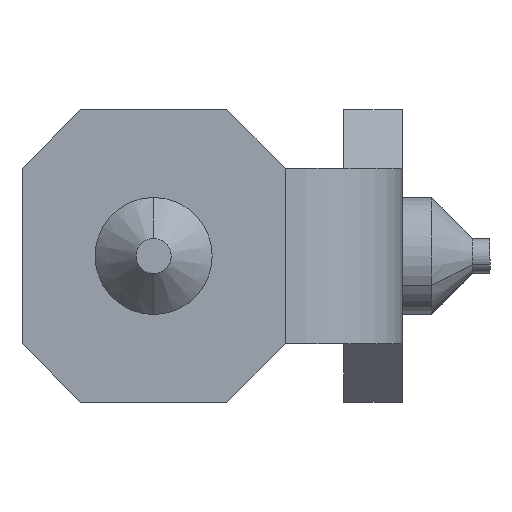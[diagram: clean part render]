
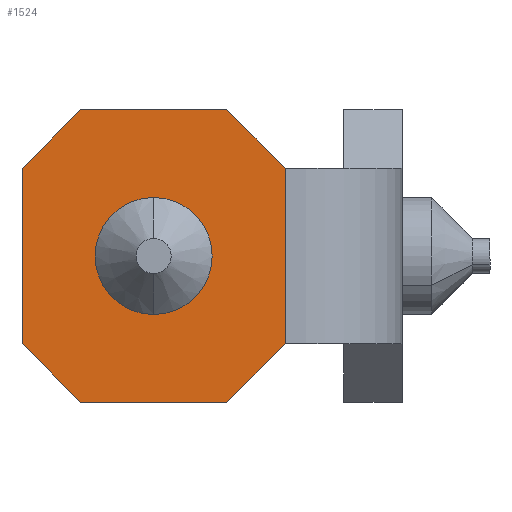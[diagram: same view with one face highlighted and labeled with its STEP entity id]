
A CAD part, left-side view. The second image highlights one B-rep face of the part: STEP entity #1524.
In plain terms, the highlighted planar face has unit normal (-1, 0, 0).
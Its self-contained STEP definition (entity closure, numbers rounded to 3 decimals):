
#149 = CARTESIAN_POINT ( 'NONE',  ( -13., 11., -3. ) ) ;
#181 = CARTESIAN_POINT ( 'NONE',  ( -13., 2., 5. ) ) ;
#185 = PLANE ( 'NONE',  #1171 ) ;
#188 = DIRECTION ( 'NONE',  ( -1., 0., 0. ) ) ;
#189 = DIRECTION ( 'NONE',  ( 0., 0., 1. ) ) ;
#244 = CARTESIAN_POINT ( 'NONE',  ( -13., 9., 5. ) ) ;
#257 = CIRCLE ( 'NONE', #761, 1.65 ) ;
#259 = LINE ( 'NONE', #1063, #262 ) ;
#262 = VECTOR ( 'NONE', #1055, 1000. ) ;
#336 = VERTEX_POINT ( 'NONE', #1085 ) ;
#355 = VERTEX_POINT ( 'NONE', #1094 ) ;
#368 = EDGE_LOOP ( 'NONE', ( #403, #397 ) ) ;
#396 = ORIENTED_EDGE ( 'NONE', *, *, #718, .T. ) ;
#397 = ORIENTED_EDGE ( 'NONE', *, *, #776, .T. ) ;
#402 = ORIENTED_EDGE ( 'NONE', *, *, #707, .T. ) ;
#403 = ORIENTED_EDGE ( 'NONE', *, *, #721, .T. ) ;
#407 = CARTESIAN_POINT ( 'NONE',  ( -13., 6.5, 0. ) ) ;
#408 = DIRECTION ( 'NONE',  ( 1., 0., 0. ) ) ;
#409 = DIRECTION ( 'NONE',  ( 0., 0., -1. ) ) ;
#418 = CARTESIAN_POINT ( 'NONE',  ( -13., 11., 3. ) ) ;
#424 = CARTESIAN_POINT ( 'NONE',  ( -13., 4., 5. ) ) ;
#425 = DIRECTION ( 'NONE',  ( 0., -0.707, -0.707 ) ) ;
#430 = CARTESIAN_POINT ( 'NONE',  ( -13., 2., 5. ) ) ;
#431 = DIRECTION ( 'NONE',  ( 0., 1., 0. ) ) ;
#433 = CARTESIAN_POINT ( 'NONE',  ( -13., 5.5, 8.5 ) ) ;
#441 = DIRECTION ( 'NONE',  ( 0., 0.707, -0.707 ) ) ;
#528 = CARTESIAN_POINT ( 'NONE',  ( -13., 4., -5. ) ) ;
#529 = CARTESIAN_POINT ( 'NONE',  ( -13., 9., -5. ) ) ;
#547 = CARTESIAN_POINT ( 'NONE',  ( -13., 4., 5. ) ) ;
#554 = CARTESIAN_POINT ( 'NONE',  ( -13., 6.5, -1.65 ) ) ;
#688 = EDGE_CURVE ( 'NONE', #1628, #355, #1437, .T. ) ;
#692 = EDGE_CURVE ( 'NONE', #1545, #1546, #1219, .T. ) ;
#697 = EDGE_CURVE ( 'NONE', #1550, #1052, #1224, .T. ) ;
#706 = EDGE_CURVE ( 'NONE', #355, #1545, #1238, .T. ) ;
#707 = EDGE_CURVE ( 'NONE', #1544, #1546, #1246, .T. ) ;
#718 = EDGE_CURVE ( 'NONE', #1052, #1544, #259, .T. ) ;
#721 = EDGE_CURVE ( 'NONE', #1599, #336, #257, .T. ) ;
#761 = AXIS2_PLACEMENT_3D ( 'NONE', #1074, #1075, #1076 ) ;
#776 = EDGE_CURVE ( 'NONE', #336, #1599, #860, .T. ) ;
#783 = EDGE_CURVE ( 'NONE', #1566, #1628, #873, .T. ) ;
#786 = EDGE_CURVE ( 'NONE', #1566, #1550, #879, .T. ) ;
#860 = CIRCLE ( 'NONE', #1194, 1.65 ) ;
#873 = LINE ( 'NONE', #424, #876 ) ;
#876 = VECTOR ( 'NONE', #425, 1000. ) ;
#879 = LINE ( 'NONE', #430, #882 ) ;
#882 = VECTOR ( 'NONE', #431, 1000. ) ;
#1052 = VERTEX_POINT ( 'NONE', #418 ) ;
#1055 = DIRECTION ( 'NONE',  ( 0., 0., -1. ) ) ;
#1063 = CARTESIAN_POINT ( 'NONE',  ( -13., 11., 5. ) ) ;
#1074 = CARTESIAN_POINT ( 'NONE',  ( -13., 6.5, 0. ) ) ;
#1075 = DIRECTION ( 'NONE',  ( 1., 0., 0. ) ) ;
#1076 = DIRECTION ( 'NONE',  ( 0., 0., -1. ) ) ;
#1085 = CARTESIAN_POINT ( 'NONE',  ( -13., 6.5, 1.65 ) ) ;
#1094 = CARTESIAN_POINT ( 'NONE',  ( -13., 2., -3. ) ) ;
#1110 = CARTESIAN_POINT ( 'NONE',  ( -13., 2., 5. ) ) ;
#1126 = CARTESIAN_POINT ( 'NONE',  ( -13., 4., -5. ) ) ;
#1130 = DIRECTION ( 'NONE',  ( 0., 0.707, -0.707 ) ) ;
#1131 = CARTESIAN_POINT ( 'NONE',  ( -13., 10.5, -3.5 ) ) ;
#1132 = DIRECTION ( 'NONE',  ( 0., -0.707, -0.707 ) ) ;
#1171 = AXIS2_PLACEMENT_3D ( 'NONE', #181, #188, #189 ) ;
#1194 = AXIS2_PLACEMENT_3D ( 'NONE', #407, #408, #409 ) ;
#1205 = ORIENTED_EDGE ( 'NONE', *, *, #692, .F. ) ;
#1206 = ORIENTED_EDGE ( 'NONE', *, *, #783, .F. ) ;
#1207 = ORIENTED_EDGE ( 'NONE', *, *, #786, .T. ) ;
#1208 = ORIENTED_EDGE ( 'NONE', *, *, #706, .F. ) ;
#1209 = ORIENTED_EDGE ( 'NONE', *, *, #688, .F. ) ;
#1210 = ORIENTED_EDGE ( 'NONE', *, *, #697, .T. ) ;
#1219 = LINE ( 'NONE', #1256, #1220 ) ;
#1220 = VECTOR ( 'NONE', #1265, 1000. ) ;
#1224 = LINE ( 'NONE', #433, #1232 ) ;
#1232 = VECTOR ( 'NONE', #441, 1000. ) ;
#1238 = LINE ( 'NONE', #1126, #1247 ) ;
#1246 = LINE ( 'NONE', #1131, #1249 ) ;
#1247 = VECTOR ( 'NONE', #1130, 1000. ) ;
#1249 = VECTOR ( 'NONE', #1132, 1000. ) ;
#1254 = DIRECTION ( 'NONE',  ( 0., 0., -1. ) ) ;
#1256 = CARTESIAN_POINT ( 'NONE',  ( -13., 2., -5. ) ) ;
#1265 = DIRECTION ( 'NONE',  ( 0., 1., 0. ) ) ;
#1314 = CARTESIAN_POINT ( 'NONE',  ( -13., 2., 3. ) ) ;
#1437 = LINE ( 'NONE', #1110, #1442 ) ;
#1442 = VECTOR ( 'NONE', #1254, 1000. ) ;
#1476 = FACE_BOUND ( 'NONE', #368, .T. ) ;
#1483 = FACE_OUTER_BOUND ( 'NONE', #1607, .T. ) ;
#1524 = ADVANCED_FACE ( 'NONE', ( #1476, #1483 ), #185, .T. ) ;
#1544 = VERTEX_POINT ( 'NONE', #149 ) ;
#1545 = VERTEX_POINT ( 'NONE', #528 ) ;
#1546 = VERTEX_POINT ( 'NONE', #529 ) ;
#1550 = VERTEX_POINT ( 'NONE', #244 ) ;
#1566 = VERTEX_POINT ( 'NONE', #547 ) ;
#1599 = VERTEX_POINT ( 'NONE', #554 ) ;
#1607 = EDGE_LOOP ( 'NONE', ( #396, #402, #1205, #1208, #1209, #1206, #1207, #1210 ) ) ;
#1628 = VERTEX_POINT ( 'NONE', #1314 ) ;
